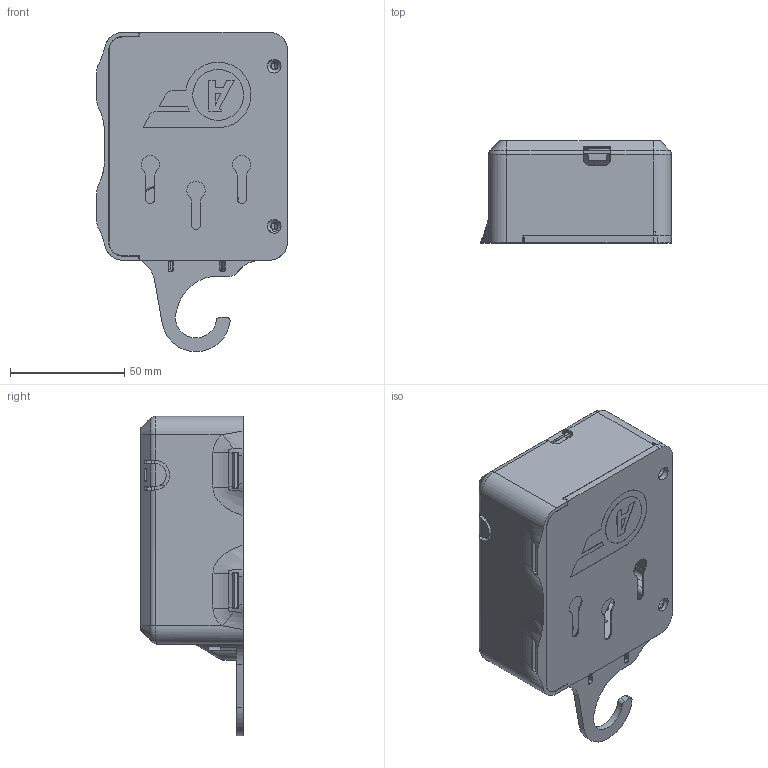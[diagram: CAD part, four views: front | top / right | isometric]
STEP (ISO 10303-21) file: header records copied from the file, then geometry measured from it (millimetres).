
FILE_DESCRIPTION(/* description */ (''),/* implementation_level */ '2;1');
FILE_NAME(/* name */ 'NODE_Assembly_STEP.step',/* time_stamp */ '2021-02-12T13:15:36+01:00',/* author */ (''),/* organization */ (''),/* preprocessor_version */ 'ST-DEVELOPER v18.1',/* originating_system */ 'Autodesk Translation Framework v9.7.1.1290',/* authorisation */ '');
FILE_SCHEMA (('AUTOMOTIVE_DESIGN { 1 0 10303 214 3 1 1 }'));
Products named in the file (19): Node_Final_CAD; TSL2561; TSL2561_1; TSL2561_2; PCB (small); Connecteur Grove (debout); condensateur; BME680; BME680_1; BME680_2; PCB (Medium); Connecteur Grove (flat); Part1^BME680; condensateur_1; Battery tray; Backcover; Backcover _with_hook v2; Seeeduino board; Seeeduino board_1
Assembly tree (22 placements, depth 5):
  Node_Final_CAD
    TSL2561
      TSL2561_1
        TSL2561_2
          PCB (small)
          Connecteur Grove (debout)
          condensateur  x3
    BME680
      BME680_1
        BME680_2
          PCB (Medium)
          Connecteur Grove (flat)
          condensateur_1  x3
          Part1^BME680
    Battery tray
    Backcover
    Backcover _with_hook v2
    Seeeduino board
      Seeeduino board_1
Bounding box: 83.5 x 44.6 x 139.58 mm (x, y, z)
Volume: 94124.9 mm3; surface area: 119149.9 mm2
Topology: 4 solids, 595 shells, 1976 faces, 6744 edges, 5381 vertices
Faces by surface type: plane 1077, cylinder 551, bspline 176, torus 103, cone 69
Full cylindrical faces by diameter (mm): 1.7 x4, 1.8 x4, 2.8 x6, 2.85 x4, 3.2 x4, 3.638 x1, 6 x4, 22.219 x2
Entity records: 76835 total; most frequent: CARTESIAN_POINT 20399, DIRECTION 10933, ORIENTED_EDGE 10070, EDGE_CURVE 6404, VERTEX_POINT 5045, LINE 4459, VECTOR 4459, AXIS2_PLACEMENT_3D 3237
